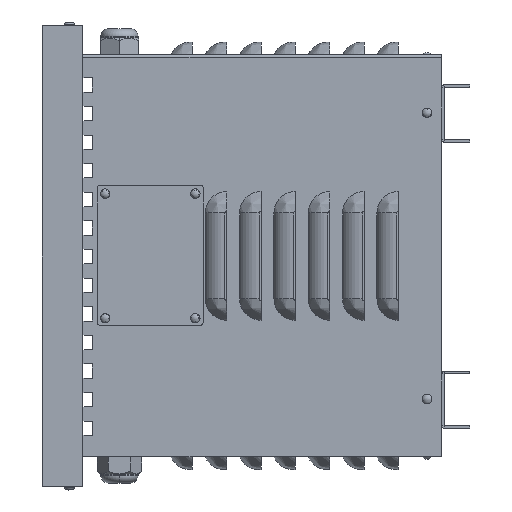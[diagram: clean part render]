
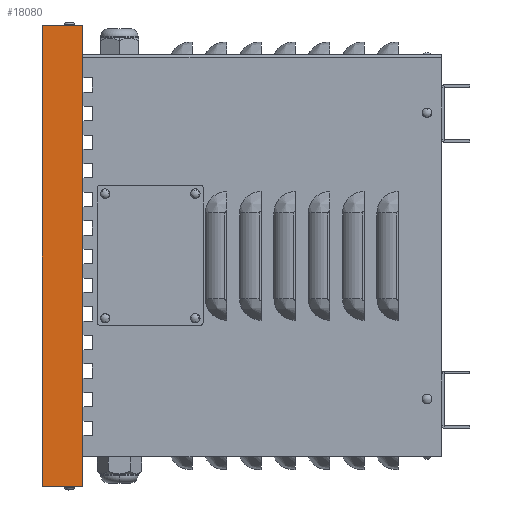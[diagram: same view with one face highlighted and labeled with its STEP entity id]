
A CAD part, left-side view. The second image highlights one B-rep face of the part: STEP entity #18080.
In plain terms, the highlighted planar face has unit normal (-1, 0, 0).
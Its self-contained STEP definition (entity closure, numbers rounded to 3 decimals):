
#1011=PLANE('',#19558);
#1844=FACE_OUTER_BOUND('',#2923,.T.);
#2923=EDGE_LOOP('',(#15737,#15738,#15739,#15740));
#4724=LINE('',#29686,#6533);
#4732=LINE('',#29701,#6541);
#4733=LINE('',#29703,#6542);
#4734=LINE('',#29704,#6543);
#6533=VECTOR('',#23893,10.);
#6541=VECTOR('',#23905,10.);
#6542=VECTOR('',#23908,10.);
#6543=VECTOR('',#23909,10.);
#8665=VERTEX_POINT('',#29683);
#8666=VERTEX_POINT('',#29685);
#8670=VERTEX_POINT('',#29697);
#8671=VERTEX_POINT('',#29699);
#11045=EDGE_CURVE('',#8665,#8666,#4724,.T.);
#11053=EDGE_CURVE('',#8670,#8671,#4732,.T.);
#11054=EDGE_CURVE('',#8665,#8670,#4733,.T.);
#11055=EDGE_CURVE('',#8666,#8671,#4734,.T.);
#15737=ORIENTED_EDGE('',*,*,#11054,.T.);
#15738=ORIENTED_EDGE('',*,*,#11053,.T.);
#15739=ORIENTED_EDGE('',*,*,#11055,.F.);
#15740=ORIENTED_EDGE('',*,*,#11045,.F.);
#18080=ADVANCED_FACE('',(#1844),#1011,.T.);
#19558=AXIS2_PLACEMENT_3D('',#29702,#23906,#23907);
#23893=DIRECTION('',(0.,1.,0.));
#23905=DIRECTION('',(0.,1.,0.));
#23906=DIRECTION('center_axis',(-1.,0.,0.));
#23907=DIRECTION('ref_axis',(0.,0.,1.));
#23908=DIRECTION('',(0.,0.,1.));
#23909=DIRECTION('',(0.,0.,1.));
#29683=CARTESIAN_POINT('',(-179.,0.,0.));
#29685=CARTESIAN_POINT('',(-179.,28.,0.));
#29686=CARTESIAN_POINT('',(-179.,0.,0.));
#29697=CARTESIAN_POINT('',(-179.,0.,322.));
#29699=CARTESIAN_POINT('',(-179.,28.,322.));
#29701=CARTESIAN_POINT('',(-179.,0.,322.));
#29702=CARTESIAN_POINT('Origin',(-179.,0.,0.));
#29703=CARTESIAN_POINT('',(-179.,0.,0.));
#29704=CARTESIAN_POINT('',(-179.,28.,0.));
